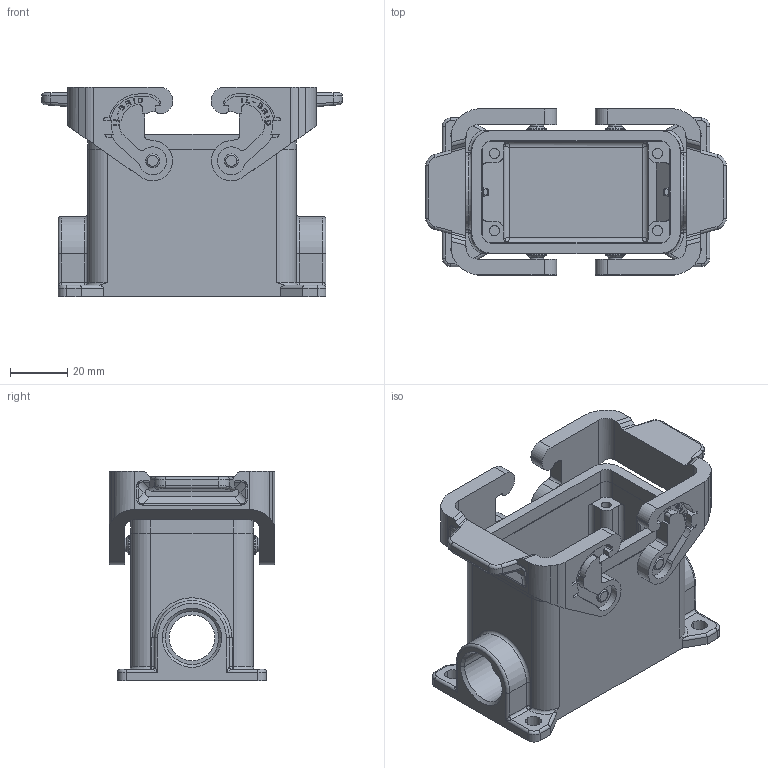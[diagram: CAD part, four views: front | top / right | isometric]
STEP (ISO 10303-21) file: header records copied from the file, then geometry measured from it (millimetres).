
FILE_DESCRIPTION(('Creo Elements/Direct Modeling STEP Export'),'2;1');
FILE_NAME('0ln7uvk5h7812m25420','2022-02-14T16:04:21',(''),(''),'Creo Elements/Direct Modeling STEP processor for AP214 (Solid Model)','Creo Elements/Direct Modeling 20.1B 02-Apr-2019 (C) Parametric Technology GmbH','');
FILE_SCHEMA(('AUTOMOTIVE_DESIGN { 1 0 10303 214 1 1 1 1 }'));
Products named in the file (2): MLP_10-220
Assembly tree (1 placements, depth 2):
  MLP_10-220
    MLP_10-220
Bounding box: 105 x 58 x 73.2 mm (x, y, z)
Volume: 97229.4 mm3; surface area: 48229.7 mm2
Topology: 1 solids, 1 shells, 1242 faces, 3409 edges, 2218 vertices
Faces by surface type: plane 850, cylinder 308, torus 32, bspline 32, cone 12, sphere 8
Entity records: 54112 total; most frequent: CARTESIAN_POINT 12981, ORIENTED_EDGE 6794, DIRECTION 6057, EDGE_CURVE 3397, VECTOR 2645, LINE 2645, VERTEX_POINT 2218, AXIS2_PLACEMENT_3D 1706
